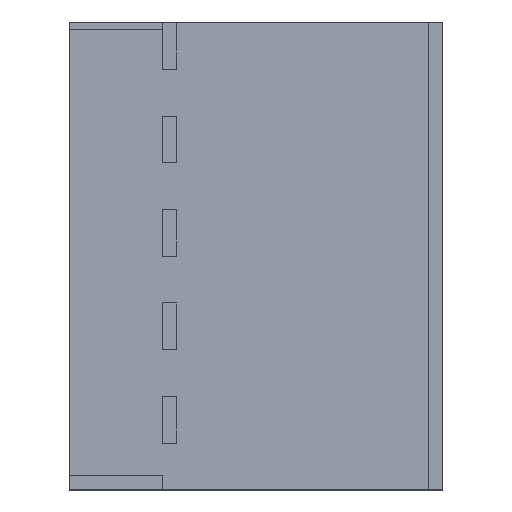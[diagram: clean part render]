
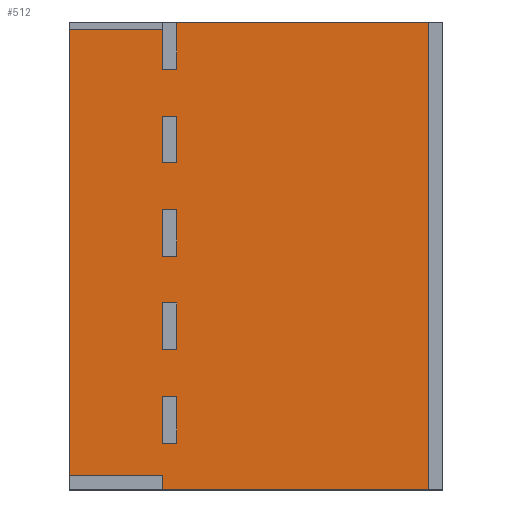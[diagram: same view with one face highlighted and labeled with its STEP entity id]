
A CAD part, top view. The second image highlights one B-rep face of the part: STEP entity #512.
In plain terms, the highlighted planar face has unit normal (0, 0, 1).
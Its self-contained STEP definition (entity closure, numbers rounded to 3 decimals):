
#82=FACE_OUTER_BOUND('',#112,.T.);
#112=EDGE_LOOP('',(#374,#375,#376,#377));
#140=LINE('',#842,#200);
#143=LINE('',#848,#203);
#146=LINE('',#854,#206);
#149=LINE('',#858,#209);
#200=VECTOR('',#689,10.);
#203=VECTOR('',#694,10.);
#206=VECTOR('',#699,10.);
#209=VECTOR('',#704,10.);
#260=VERTEX_POINT('',#839);
#261=VERTEX_POINT('',#841);
#263=VERTEX_POINT('',#847);
#265=VERTEX_POINT('',#853);
#300=EDGE_CURVE('',#261,#260,#140,.T.);
#303=EDGE_CURVE('',#263,#261,#143,.T.);
#306=EDGE_CURVE('',#265,#263,#146,.T.);
#309=EDGE_CURVE('',#260,#265,#149,.T.);
#374=ORIENTED_EDGE('',*,*,#309,.T.);
#375=ORIENTED_EDGE('',*,*,#306,.T.);
#376=ORIENTED_EDGE('',*,*,#303,.T.);
#377=ORIENTED_EDGE('',*,*,#300,.T.);
#482=PLANE('',#641);
#512=ADVANCED_FACE('',(#82),#482,.T.);
#641=AXIS2_PLACEMENT_3D('',#859,#705,#706);
#689=DIRECTION('',(0.,1.,0.));
#694=DIRECTION('',(1.,0.,0.));
#699=DIRECTION('',(0.,-1.,0.));
#704=DIRECTION('',(-1.,0.,0.));
#705=DIRECTION('center_axis',(0.,0.,1.));
#706=DIRECTION('ref_axis',(1.,0.,0.));
#839=CARTESIAN_POINT('',(0.,500.,20.));
#841=CARTESIAN_POINT('',(0.,0.,20.));
#842=CARTESIAN_POINT('',(0.,500.,20.));
#847=CARTESIAN_POINT('',(-400.,0.,20.));
#848=CARTESIAN_POINT('',(0.,0.,20.));
#853=CARTESIAN_POINT('',(-400.,500.,20.));
#854=CARTESIAN_POINT('',(-400.,0.,20.));
#858=CARTESIAN_POINT('',(-400.,500.,20.));
#859=CARTESIAN_POINT('Origin',(-200.,250.,20.));
